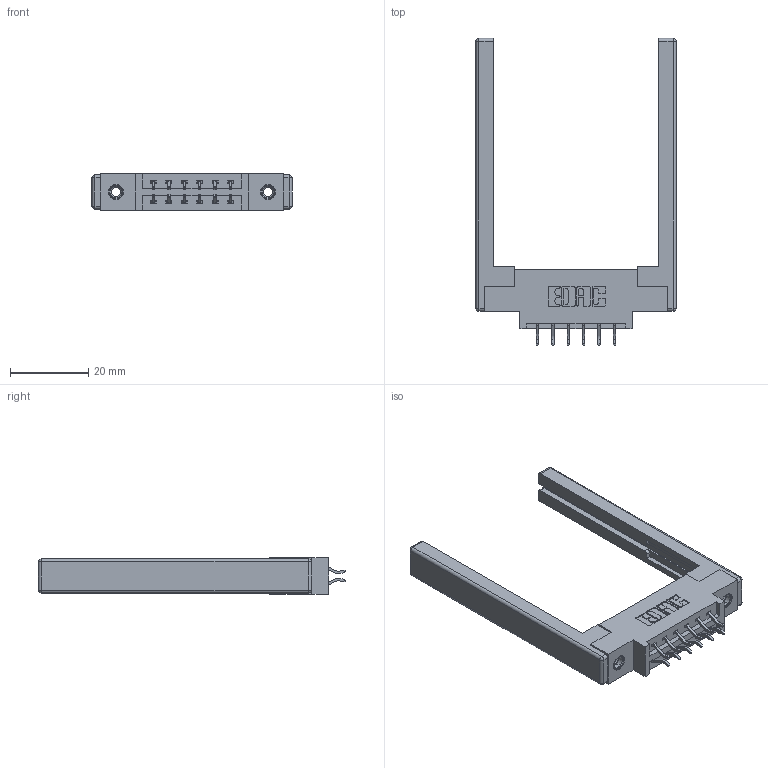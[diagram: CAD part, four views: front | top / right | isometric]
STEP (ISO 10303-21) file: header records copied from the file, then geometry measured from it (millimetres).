
FILE_DESCRIPTION (( 'STEP AP203' ), '1' );
FILE_NAME ('337-012-556-868.STEP', '2019-10-10T16:20:46', ( '' ), ( '' ), 'SwSTEP 2.0', 'SolidWorks 2016', '' );
FILE_SCHEMA (( 'CONFIG_CONTROL_DESIGN' ));
Length unit declared in the file: inch
Products named in the file (5): 345-292-001_556 Tail; 307-220-068; 337 Part_0.170 Offset - 0.156 Dia-TI; 337-012-556-868; 345-250-001_345-250-001-102
Assembly tree (17 placements, depth 2):
  337-012-556-868
    337 Part_0.170 Offset - 0.156 Dia-TI
    345-292-001_556 Tail  x12
    345-250-001_345-250-001-102  x2
    307-220-068  x2
Bounding box: 51.21 x 78.63 x 9.4 mm (x, y, z)
Volume: 9184.2 mm3; surface area: 9205.5 mm2
Topology: 17 solids, 17 shells, 992 faces, 2861 edges, 1870 vertices
Faces by surface type: plane 666, cylinder 302, cone 12, sphere 8, torus 4
Entity records: 12420 total; most frequent: CARTESIAN_POINT 2103, ORIENTED_EDGE 2016, DIRECTION 1914, EDGE_CURVE 1008, VECTOR 822, LINE 822, VERTEX_POINT 662, AXIS2_PLACEMENT_3D 546
